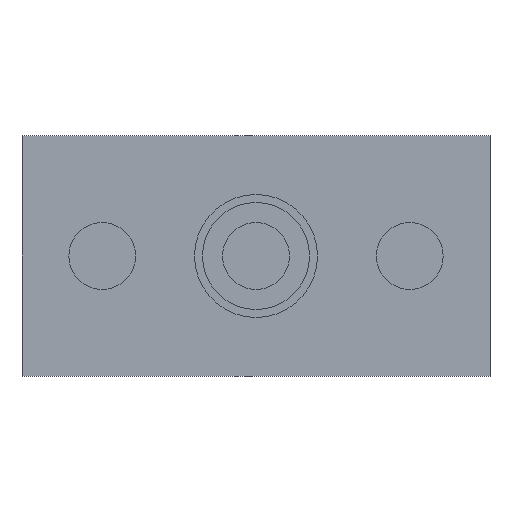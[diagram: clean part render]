
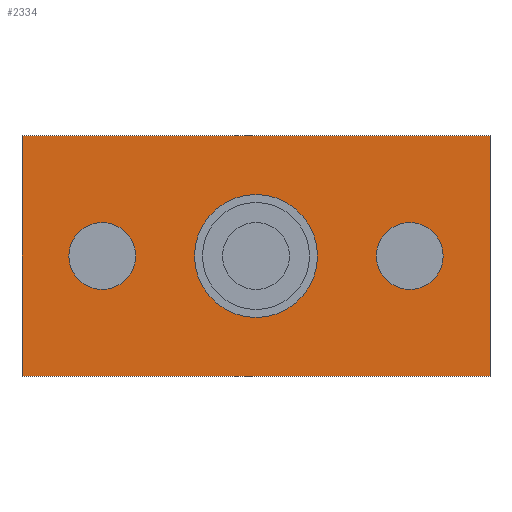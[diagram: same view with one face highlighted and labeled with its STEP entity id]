
A CAD part, front view. The second image highlights one B-rep face of the part: STEP entity #2334.
In plain terms, the highlighted planar face has unit normal (0, -1, 0).
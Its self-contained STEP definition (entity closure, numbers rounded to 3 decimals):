
#99 = CARTESIAN_POINT ( 'NONE',  ( -17.5, -1.25, 9. ) ) ;
#194 = VERTEX_POINT ( 'NONE', #562 ) ;
#250 = CARTESIAN_POINT ( 'NONE',  ( 17.5, -1.25, 9. ) ) ;
#256 = DIRECTION ( 'NONE',  ( 0., 0., -1. ) ) ;
#403 = EDGE_CURVE ( 'NONE', #194, #2226, #634, .T. ) ;
#513 = LINE ( 'NONE', #99, #2031 ) ;
#562 = CARTESIAN_POINT ( 'NONE',  ( -17.5, -1.25, 9. ) ) ;
#634 = LINE ( 'NONE', #1004, #2218 ) ;
#651 = FACE_OUTER_BOUND ( 'NONE', #2199, .T. ) ;
#654 = CARTESIAN_POINT ( 'NONE',  ( -17.5, -1.25, 9. ) ) ;
#687 = VERTEX_POINT ( 'NONE', #772 ) ;
#764 = VERTEX_POINT ( 'NONE', #882 ) ;
#772 = CARTESIAN_POINT ( 'NONE',  ( -17.5, -1.25, -9. ) ) ;
#863 = PLANE ( 'NONE',  #1278 ) ;
#882 = CARTESIAN_POINT ( 'NONE',  ( 17.5, -1.25, -9. ) ) ;
#956 = DIRECTION ( 'NONE',  ( 0., 0., -1. ) ) ;
#971 = DIRECTION ( 'NONE',  ( 0., 1., 0. ) ) ;
#992 = DIRECTION ( 'NONE',  ( 1., 0., 0. ) ) ;
#1000 = DIRECTION ( 'NONE',  ( 0., 0., 1. ) ) ;
#1004 = CARTESIAN_POINT ( 'NONE',  ( -17.5, -1.25, 9. ) ) ;
#1053 = ORIENTED_EDGE ( 'NONE', *, *, #403, .F. ) ;
#1278 = AXIS2_PLACEMENT_3D ( 'NONE', #654, #971, #1000 ) ;
#1288 = ORIENTED_EDGE ( 'NONE', *, *, #1669, .T. ) ;
#1321 = EDGE_CURVE ( 'NONE', #687, #764, #2401, .T. ) ;
#1402 = VECTOR ( 'NONE', #956, 1000. ) ;
#1669 = EDGE_CURVE ( 'NONE', #194, #687, #513, .T. ) ;
#1866 = ORIENTED_EDGE ( 'NONE', *, *, #2552, .F. ) ;
#1869 = DIRECTION ( 'NONE',  ( 1., 0., 0. ) ) ;
#1885 = ORIENTED_EDGE ( 'NONE', *, *, #1321, .T. ) ;
#1915 = VECTOR ( 'NONE', #1869, 1000. ) ;
#1986 = CARTESIAN_POINT ( 'NONE',  ( 17.5, -1.25, 9. ) ) ;
#2031 = VECTOR ( 'NONE', #256, 1000. ) ;
#2199 = EDGE_LOOP ( 'NONE', ( #1885, #1866, #1053, #1288 ) ) ;
#2218 = VECTOR ( 'NONE', #992, 1000. ) ;
#2226 = VERTEX_POINT ( 'NONE', #250 ) ;
#2310 = LINE ( 'NONE', #1986, #1402 ) ;
#2332 = CARTESIAN_POINT ( 'NONE',  ( -17.5, -1.25, -9. ) ) ;
#2334 = ADVANCED_FACE ( 'NONE', ( #651 ), #863, .F. ) ;
#2401 = LINE ( 'NONE', #2332, #1915 ) ;
#2552 = EDGE_CURVE ( 'NONE', #2226, #764, #2310, .T. ) ;
